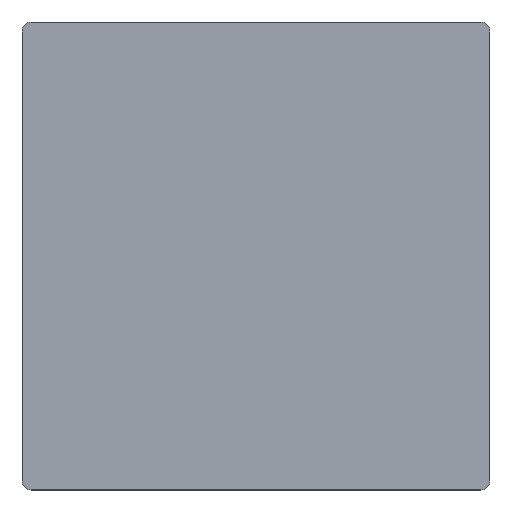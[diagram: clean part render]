
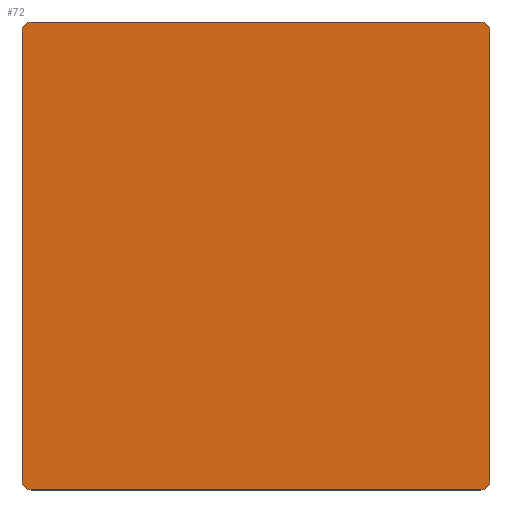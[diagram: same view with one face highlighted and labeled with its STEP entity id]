
A CAD part, top view. The second image highlights one B-rep face of the part: STEP entity #72.
In plain terms, the highlighted planar face has unit normal (0, 0, 1).
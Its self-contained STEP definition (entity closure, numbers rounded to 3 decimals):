
#72=ADVANCED_FACE('',(#910),#912,.F.);
#910=FACE_BOUND('',#911,.T.);
#911=EDGE_LOOP('',(#1575,#1576,#1577,#1578,#1579,#1580,#1581,#1582));
#912=PLANE('',#913);
#913=AXIS2_PLACEMENT_3D('',#914,#915,#916);
#914=CARTESIAN_POINT('',(0.,0.,1.));
#915=DIRECTION('',(0.,0.,-1.));
#916=DIRECTION('',(1.,0.,0.));
#1575=ORIENTED_EDGE('',*,*,#2109,.F.);
#1576=ORIENTED_EDGE('',*,*,#2106,.F.);
#1577=ORIENTED_EDGE('',*,*,#2103,.F.);
#1578=ORIENTED_EDGE('',*,*,#2100,.F.);
#1579=ORIENTED_EDGE('',*,*,#2097,.F.);
#1580=ORIENTED_EDGE('',*,*,#2094,.F.);
#1581=ORIENTED_EDGE('',*,*,#2091,.F.);
#1582=ORIENTED_EDGE('',*,*,#2087,.F.);
#2087=EDGE_CURVE('',#2363,#2364,#2365,.T.);
#2091=EDGE_CURVE('',#2364,#2371,#2372,.T.);
#2094=EDGE_CURVE('',#2371,#2376,#2377,.T.);
#2097=EDGE_CURVE('',#2376,#2381,#2382,.T.);
#2100=EDGE_CURVE('',#2381,#2386,#2387,.T.);
#2103=EDGE_CURVE('',#2386,#2391,#2392,.T.);
#2106=EDGE_CURVE('',#2391,#2396,#2397,.T.);
#2109=EDGE_CURVE('',#2396,#2363,#2401,.T.);
#2363=VERTEX_POINT('',#2823);
#2364=VERTEX_POINT('',#2824);
#2365=LINE('',#2825,#2826);
#2371=VERTEX_POINT('',#2839);
#2372=CIRCLE('',#2840,1.);
#2376=VERTEX_POINT('',#2852);
#2377=LINE('',#2853,#2854);
#2381=VERTEX_POINT('',#2863);
#2382=CIRCLE('',#2864,1.);
#2386=VERTEX_POINT('',#2876);
#2387=LINE('',#2877,#2878);
#2391=VERTEX_POINT('',#2887);
#2392=CIRCLE('',#2888,1.);
#2396=VERTEX_POINT('',#2900);
#2397=LINE('',#2901,#2902);
#2401=CIRCLE('',#2911,1.);
#2823=CARTESIAN_POINT('',(-25.,26.,1.));
#2824=CARTESIAN_POINT('',(25.,26.,1.));
#2825=CARTESIAN_POINT('',(-25.,26.,1.));
#2826=VECTOR('',#2827,1.);
#2827=DIRECTION('',(1.,0.,0.));
#2839=CARTESIAN_POINT('',(26.,25.,1.));
#2840=AXIS2_PLACEMENT_3D('',#2841,#2842,#2843);
#2841=CARTESIAN_POINT('',(25.,25.,1.));
#2842=DIRECTION('',(0.,0.,-1.));
#2843=DIRECTION('',(0.,1.,0.));
#2852=CARTESIAN_POINT('',(26.,-25.,1.));
#2853=CARTESIAN_POINT('',(26.,25.,1.));
#2854=VECTOR('',#2855,1.);
#2855=DIRECTION('',(0.,-1.,0.));
#2863=CARTESIAN_POINT('',(25.,-26.,1.));
#2864=AXIS2_PLACEMENT_3D('',#2865,#2866,#2867);
#2865=CARTESIAN_POINT('',(25.,-25.,1.));
#2866=DIRECTION('',(0.,0.,-1.));
#2867=DIRECTION('',(1.,0.,0.));
#2876=CARTESIAN_POINT('',(-25.,-26.,1.));
#2877=CARTESIAN_POINT('',(25.,-26.,1.));
#2878=VECTOR('',#2879,1.);
#2879=DIRECTION('',(-1.,0.,0.));
#2887=CARTESIAN_POINT('',(-26.,-25.,1.));
#2888=AXIS2_PLACEMENT_3D('',#2889,#2890,#2891);
#2889=CARTESIAN_POINT('',(-25.,-25.,1.));
#2890=DIRECTION('',(0.,0.,-1.));
#2891=DIRECTION('',(0.,-1.,0.));
#2900=CARTESIAN_POINT('',(-26.,25.,1.));
#2901=CARTESIAN_POINT('',(-26.,-25.,1.));
#2902=VECTOR('',#2903,1.);
#2903=DIRECTION('',(0.,1.,0.));
#2911=AXIS2_PLACEMENT_3D('',#2912,#2913,#2914);
#2912=CARTESIAN_POINT('',(-25.,25.,1.));
#2913=DIRECTION('',(0.,0.,-1.));
#2914=DIRECTION('',(-1.,0.,0.));
